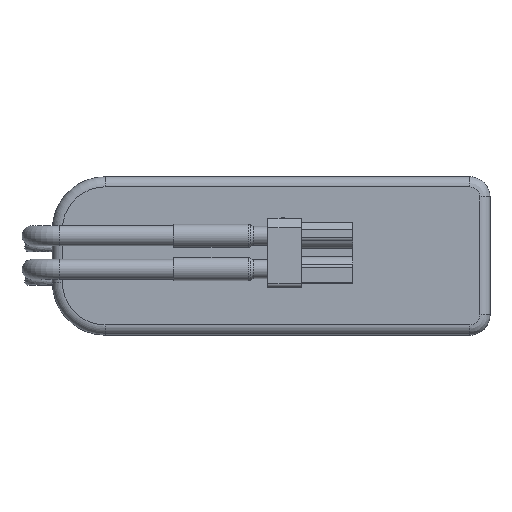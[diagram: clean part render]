
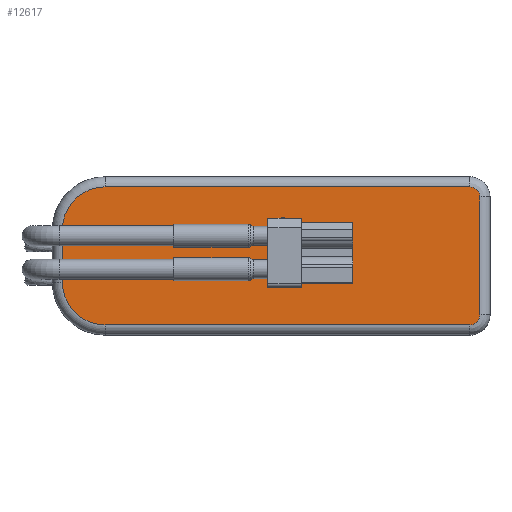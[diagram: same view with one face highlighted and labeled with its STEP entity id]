
A CAD part, top view. The second image highlights one B-rep face of the part: STEP entity #12617.
In plain terms, the highlighted planar face has unit normal (0, 0, 1).
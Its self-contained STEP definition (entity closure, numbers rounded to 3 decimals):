
#952=LINE('',#20471,#2201);
#954=LINE('',#20481,#2203);
#956=LINE('',#20493,#2205);
#957=LINE('',#20508,#2206);
#2201=VECTOR('',#15968,10.);
#2203=VECTOR('',#15980,10.);
#2205=VECTOR('',#15994,10.);
#2206=VECTOR('',#16003,10.);
#3459=PLANE('',#13756);
#4060=FACE_OUTER_BOUND('',#4777,.T.);
#4777=EDGE_LOOP('',(#10121,#10122,#10123,#10124,#10125,#10126,#10127,#10128));
#5502=CIRCLE('',#13735,1.5);
#5506=CIRCLE('',#13741,6.333);
#5510=CIRCLE('',#13747,6.333);
#5514=CIRCLE('',#13752,1.5);
#6145=VERTEX_POINT('',#20463);
#6146=VERTEX_POINT('',#20465);
#6147=VERTEX_POINT('',#20469);
#6148=VERTEX_POINT('',#20473);
#6149=VERTEX_POINT('',#20477);
#6151=VERTEX_POINT('',#20483);
#6153=VERTEX_POINT('',#20489);
#6155=VERTEX_POINT('',#20503);
#7562=EDGE_CURVE('',#6145,#6146,#5502,.T.);
#7565=EDGE_CURVE('',#6146,#6147,#952,.T.);
#7567=EDGE_CURVE('',#6147,#6148,#5506,.T.);
#7570=EDGE_CURVE('',#6148,#6149,#954,.T.);
#7573=EDGE_CURVE('',#6149,#6151,#5510,.T.);
#7576=EDGE_CURVE('',#6151,#6153,#956,.T.);
#7579=EDGE_CURVE('',#6153,#6155,#5514,.T.);
#7580=EDGE_CURVE('',#6155,#6145,#957,.T.);
#10121=ORIENTED_EDGE('',*,*,#7562,.F.);
#10122=ORIENTED_EDGE('',*,*,#7580,.F.);
#10123=ORIENTED_EDGE('',*,*,#7579,.F.);
#10124=ORIENTED_EDGE('',*,*,#7576,.F.);
#10125=ORIENTED_EDGE('',*,*,#7573,.F.);
#10126=ORIENTED_EDGE('',*,*,#7570,.F.);
#10127=ORIENTED_EDGE('',*,*,#7567,.F.);
#10128=ORIENTED_EDGE('',*,*,#7565,.F.);
#12617=ADVANCED_FACE('',(#4060),#3459,.T.);
#13735=AXIS2_PLACEMENT_3D('',#20466,#15960,#15961);
#13741=AXIS2_PLACEMENT_3D('',#20475,#15973,#15974);
#13747=AXIS2_PLACEMENT_3D('',#20487,#15987,#15988);
#13752=AXIS2_PLACEMENT_3D('',#20506,#15999,#16000);
#13756=AXIS2_PLACEMENT_3D('',#20513,#16010,#16011);
#15960=DIRECTION('center_axis',(0.,0.,-1.));
#15961=DIRECTION('ref_axis',(0.707,-0.707,0.));
#15968=DIRECTION('',(-1.,0.,0.));
#15973=DIRECTION('center_axis',(0.,0.,-1.));
#15974=DIRECTION('ref_axis',(-0.707,-0.707,0.));
#15980=DIRECTION('',(0.,1.,0.));
#15987=DIRECTION('center_axis',(0.,0.,-1.));
#15988=DIRECTION('ref_axis',(-0.707,0.707,0.));
#15994=DIRECTION('',(1.,0.,0.));
#15999=DIRECTION('center_axis',(0.,0.,-1.));
#16000=DIRECTION('ref_axis',(0.707,0.707,0.));
#16003=DIRECTION('',(0.,-1.,0.));
#16010=DIRECTION('center_axis',(0.,0.,1.));
#16011=DIRECTION('ref_axis',(1.,0.,0.));
#20463=CARTESIAN_POINT('',(63.5,-8.75,18.));
#20465=CARTESIAN_POINT('',(62.,-10.25,18.));
#20466=CARTESIAN_POINT('Origin',(62.,-8.75,18.));
#20469=CARTESIAN_POINT('',(7.833,-10.25,18.));
#20471=CARTESIAN_POINT('',(16.25,-10.25,18.));
#20473=CARTESIAN_POINT('',(1.5,-3.917,18.));
#20475=CARTESIAN_POINT('Origin',(7.833,-3.917,18.));
#20477=CARTESIAN_POINT('',(1.5,3.917,18.));
#20481=CARTESIAN_POINT('',(1.5,5.875,18.));
#20483=CARTESIAN_POINT('',(7.833,10.25,18.));
#20487=CARTESIAN_POINT('Origin',(7.833,3.917,18.));
#20489=CARTESIAN_POINT('',(62.,10.25,18.));
#20493=CARTESIAN_POINT('',(48.75,10.25,18.));
#20503=CARTESIAN_POINT('',(63.5,8.75,18.));
#20506=CARTESIAN_POINT('Origin',(62.,8.75,18.));
#20508=CARTESIAN_POINT('',(63.5,-5.875,18.));
#20513=CARTESIAN_POINT('Origin',(32.5,0.,
18.));
